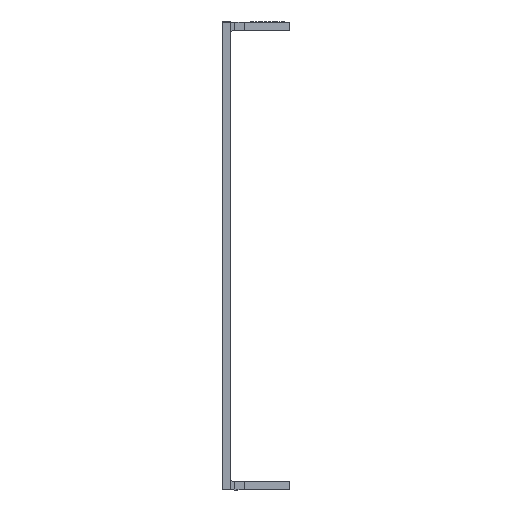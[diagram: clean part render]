
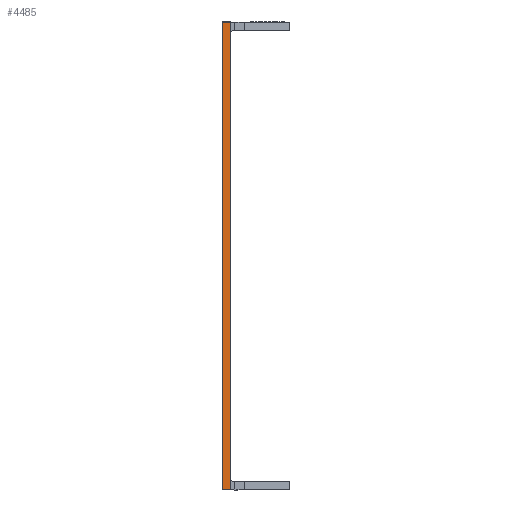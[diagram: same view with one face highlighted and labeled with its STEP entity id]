
A CAD part, left-side view. The second image highlights one B-rep face of the part: STEP entity #4485.
In plain terms, the highlighted planar face has unit normal (-1, 0, 0).
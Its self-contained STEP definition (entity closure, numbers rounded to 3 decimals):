
#437 = EDGE_LOOP ( 'NONE', ( #25843, #46405, #47546, #2067 ) ) ;
#1303 = EDGE_CURVE ( 'NONE', #4592, #43770, #47085, .T. ) ;
#2067 = ORIENTED_EDGE ( 'NONE', *, *, #9661, .T. ) ;
#4485 = ADVANCED_FACE ( 'NONE', ( #24078 ), #7993, .T. ) ;
#4592 = VERTEX_POINT ( 'NONE', #27418 ) ;
#7401 = AXIS2_PLACEMENT_3D ( 'NONE', #33790, #11716, #37466 ) ;
#7436 = DIRECTION ( 'NONE',  ( 0., 1., 0. ) ) ;
#7993 = PLANE ( 'NONE',  #7401 ) ;
#9296 = LINE ( 'NONE', #10292, #38678 ) ;
#9661 = EDGE_CURVE ( 'NONE', #22875, #43770, #42512, .T. ) ;
#10292 = CARTESIAN_POINT ( 'NONE',  ( -9.5, 0., 1.74 ) ) ;
#11716 = DIRECTION ( 'NONE',  ( -1., 0., 0. ) ) ;
#13141 = EDGE_CURVE ( 'NONE', #29506, #4592, #25769, .T. ) ;
#13342 = CARTESIAN_POINT ( 'NONE',  ( -9.5, 0., 1.74 ) ) ;
#15505 = DIRECTION ( 'NONE',  ( 0., 1., 0. ) ) ;
#15923 = VECTOR ( 'NONE', #7436, 39.37 ) ;
#20852 = CARTESIAN_POINT ( 'NONE',  ( -9.5, 0.06, 1.74 ) ) ;
#22875 = VERTEX_POINT ( 'NONE', #13342 ) ;
#22962 = CARTESIAN_POINT ( 'NONE',  ( -9.5, -38.632, 1.74 ) ) ;
#24078 = FACE_OUTER_BOUND ( 'NONE', #437, .T. ) ;
#25769 = LINE ( 'NONE', #33410, #15923 ) ;
#25843 = ORIENTED_EDGE ( 'NONE', *, *, #1303, .F. ) ;
#27418 = CARTESIAN_POINT ( 'NONE',  ( -9.5, 0.06, -1.74 ) ) ;
#27687 = VECTOR ( 'NONE', #41944, 39.37 ) ;
#29506 = VERTEX_POINT ( 'NONE', #45323 ) ;
#33410 = CARTESIAN_POINT ( 'NONE',  ( -9.5, -38.632, -1.74 ) ) ;
#33790 = CARTESIAN_POINT ( 'NONE',  ( -9.5, -38.632, 1.74 ) ) ;
#35083 = VECTOR ( 'NONE', #15505, 39.37 ) ;
#37466 = DIRECTION ( 'NONE',  ( 0., 0., 1. ) ) ;
#38678 = VECTOR ( 'NONE', #39580, 39.37 ) ;
#39428 = EDGE_CURVE ( 'NONE', #29506, #22875, #9296, .T. ) ;
#39580 = DIRECTION ( 'NONE',  ( 0., 0., 1. ) ) ;
#41185 = CARTESIAN_POINT ( 'NONE',  ( -9.5, 0.06, 1.74 ) ) ;
#41944 = DIRECTION ( 'NONE',  ( 0., 0., 1. ) ) ;
#42512 = LINE ( 'NONE', #22962, #35083 ) ;
#43770 = VERTEX_POINT ( 'NONE', #41185 ) ;
#45323 = CARTESIAN_POINT ( 'NONE',  ( -9.5, 0., -1.74 ) ) ;
#46405 = ORIENTED_EDGE ( 'NONE', *, *, #13141, .F. ) ;
#47085 = LINE ( 'NONE', #20852, #27687 ) ;
#47546 = ORIENTED_EDGE ( 'NONE', *, *, #39428, .T. ) ;
